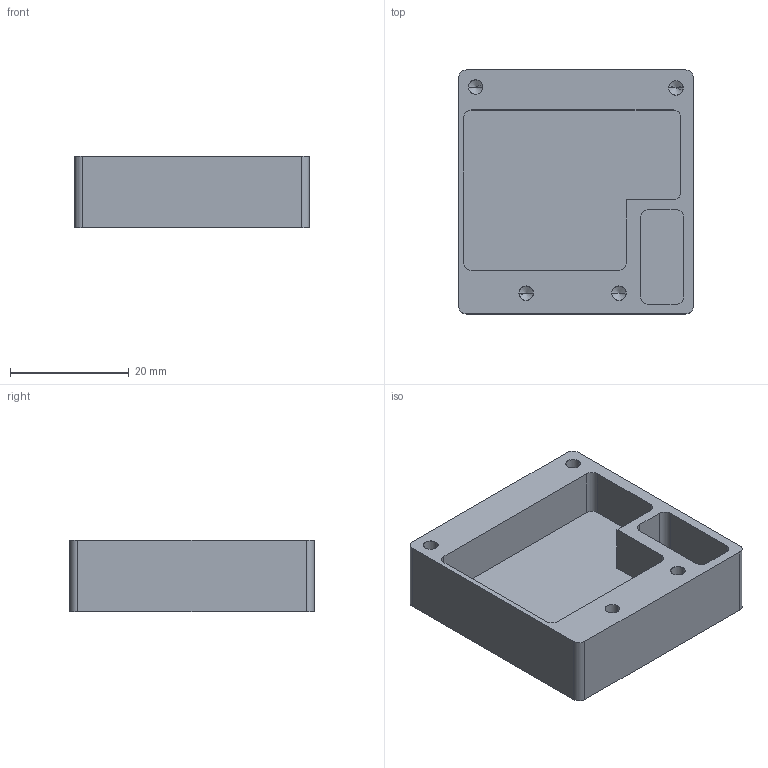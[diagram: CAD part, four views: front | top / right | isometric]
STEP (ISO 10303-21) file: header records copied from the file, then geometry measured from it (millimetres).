
FILE_DESCRIPTION (( 'STEP AP214' ), '1' );
FILE_NAME ('Bottom.STEP', '2022-05-09T23:31:48', ( '' ), ( '' ), 'SwSTEP 2.0', 'SolidWorks 2021', '' );
FILE_SCHEMA (( 'AUTOMOTIVE_DESIGN' ));
Length unit declared in the file: millimetre
Products named in the file (1): Bottom
Bounding box: 39.54 x 41.12 x 12 mm (x, y, z)
Volume: 11478.8 mm3; surface area: 6639.9 mm2
Topology: 1 solids, 1 shells, 55 faces, 137 edges, 82 vertices
Faces by surface type: cylinder 21, plane 18, cone 16
Entity records: 1611 total; most frequent: DIRECTION 291, CARTESIAN_POINT 267, ORIENTED_EDGE 258, EDGE_CURVE 129, AXIS2_PLACEMENT_3D 106, VERTEX_POINT 82, VECTOR 79, LINE 79
